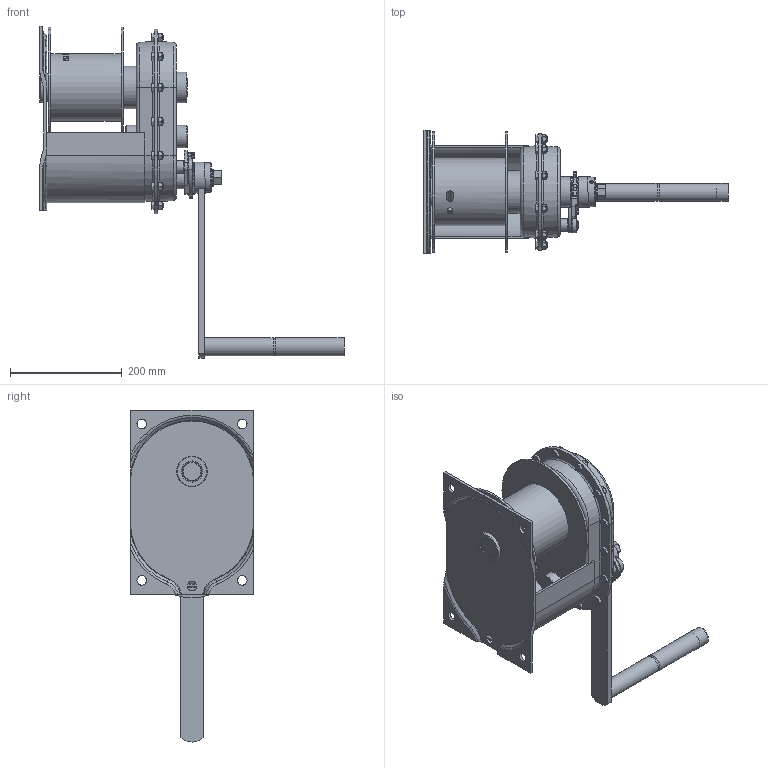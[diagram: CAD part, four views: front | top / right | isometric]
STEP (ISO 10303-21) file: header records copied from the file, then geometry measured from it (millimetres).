
FILE_DESCRIPTION(('STEP AP214'),'1');
FILE_NAME('PMH Vinsch ST2000.stp','2013-06-28T11:27:05',(' '),(' '),'Spatial InterOp 3D',' ',' ');
FILE_SCHEMA(('automotive_design'));
Length unit declared in the file: millimetre
Products named in the file (3): PMH Vinsch ST2000; 1; 2
Assembly tree (2 placements, depth 2):
  PMH Vinsch ST2000
    1
    2
Bounding box: 544.33 x 220 x 594.24 mm (x, y, z)
Volume: 5645366.7 mm3; surface area: 738430.4 mm2
Topology: 1 solids, 2 shells, 1051 faces, 2403 edges, 1466 vertices
Faces by surface type: plane 415, cone 343, cylinder 198, torus 59, bspline 31, extrusion 5
Full cylindrical faces by diameter (mm): 1.7 x2, 6 x1, 8 x14, 10.2 x1, 13 x1, 14 x5, 15 x14, 16 x1, 17 x4, 22 x4, 22.1 x3, 23 x3, 25 x1, 25.1 x1, 26 x1, 28 x1, 30 x1, 32 x2, 33 x1, 33.4 x1, 34 x2, 34.4 x2, 38 x2, 40 x5, 45 x1, 50 x1, 53 x2, 55 x4, 76.1 x1, 121 x1
Entity records: 61711 total; most frequent: CARTESIAN_POINT 31126, ORIENTED_EDGE 4462, DIRECTION 4456, EDGE_CURVE 2231, AXIS2_PLACEMENT_3D 1882, VERTEX_POINT 1437, EDGE_LOOP 1326, FACE_OUTER_BOUND 1141
